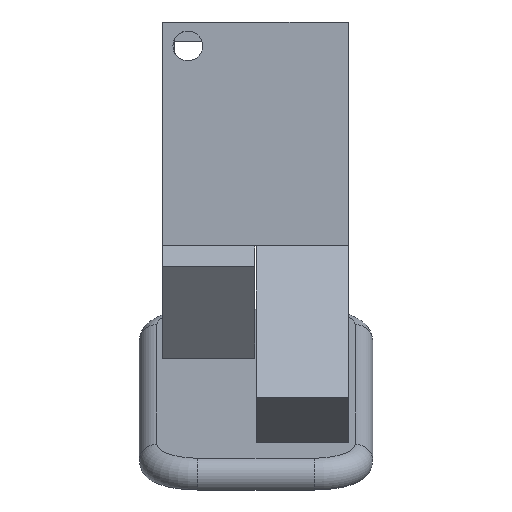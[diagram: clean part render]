
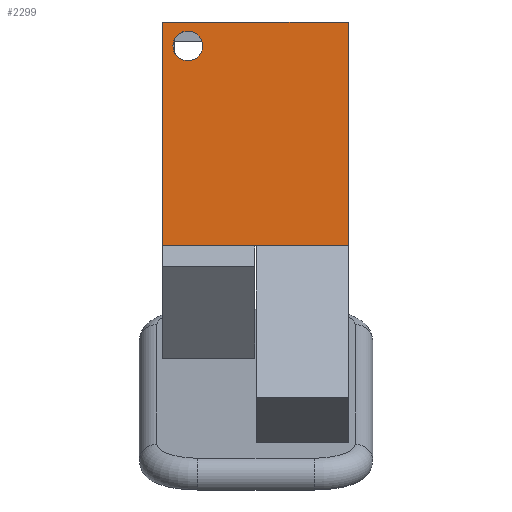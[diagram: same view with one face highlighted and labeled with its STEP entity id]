
A CAD part, front view. The second image highlights one B-rep face of the part: STEP entity #2299.
In plain terms, the highlighted planar face has unit normal (0, -1, 0).
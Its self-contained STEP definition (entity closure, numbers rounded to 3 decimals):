
#53=FACE_BOUND('',#417,.T.);
#110=CIRCLE('',#2505,2.551);
#276=FACE_OUTER_BOUND('',#416,.T.);
#416=EDGE_LOOP('',(#2088,#2089,#2090,#2091));
#417=EDGE_LOOP('',(#2092));
#633=LINE('',#3725,#890);
#670=LINE('',#3809,#927);
#672=LINE('',#3813,#929);
#674=LINE('',#3816,#931);
#890=VECTOR('',#3052,10.);
#927=VECTOR('',#3149,10.);
#929=VECTOR('',#3153,10.);
#931=VECTOR('',#3157,10.);
#1122=VERTEX_POINT('',#3722);
#1123=VERTEX_POINT('',#3724);
#1126=VERTEX_POINT('',#3742);
#1140=VERTEX_POINT('',#3808);
#1141=VERTEX_POINT('',#3812);
#1413=EDGE_CURVE('',#1123,#1122,#633,.T.);
#1424=EDGE_CURVE('',#1126,#1126,#110,.T.);
#1454=EDGE_CURVE('',#1140,#1123,#670,.T.);
#1456=EDGE_CURVE('',#1141,#1140,#672,.T.);
#1458=EDGE_CURVE('',#1122,#1141,#674,.T.);
#2088=ORIENTED_EDGE('',*,*,#1413,.T.);
#2089=ORIENTED_EDGE('',*,*,#1458,.T.);
#2090=ORIENTED_EDGE('',*,*,#1456,.T.);
#2091=ORIENTED_EDGE('',*,*,#1454,.T.);
#2092=ORIENTED_EDGE('',*,*,#1424,.T.);
#2181=PLANE('',#2532);
#2299=ADVANCED_FACE('',(#276,#53),#2181,.T.);
#2505=AXIS2_PLACEMENT_3D('',#3744,#3073,#3074);
#2532=AXIS2_PLACEMENT_3D('',#3817,#3158,#3159);
#3052=DIRECTION('',(-1.,0.,0.));
#3073=DIRECTION('center_axis',(0.,1.,0.));
#3074=DIRECTION('ref_axis',(1.,0.,0.));
#3149=DIRECTION('',(0.,0.,1.));
#3153=DIRECTION('',(1.,0.,0.));
#3157=DIRECTION('',(0.,0.,-1.));
#3158=DIRECTION('center_axis',(0.,-1.,0.));
#3159=DIRECTION('ref_axis',(0.,0.,-1.));
#3722=CARTESIAN_POINT('',(-16.,-6.,38.4));
#3724=CARTESIAN_POINT('',(15.8,-6.,38.4));
#3725=CARTESIAN_POINT('',(15.8,-6.,38.4));
#3742=CARTESIAN_POINT('',(-14.251,-6.,34.289));
#3744=CARTESIAN_POINT('Origin',(-11.701,-6.,34.289));
#3808=CARTESIAN_POINT('',(15.8,-6.,0.));
#3809=CARTESIAN_POINT('',(15.8,-6.,0.));
#3812=CARTESIAN_POINT('',(-16.,-6.,0.));
#3813=CARTESIAN_POINT('',(-16.,-6.,0.));
#3816=CARTESIAN_POINT('',(-16.,-6.,38.4));
#3817=CARTESIAN_POINT('Origin',(-0.1,-6.,19.2));
